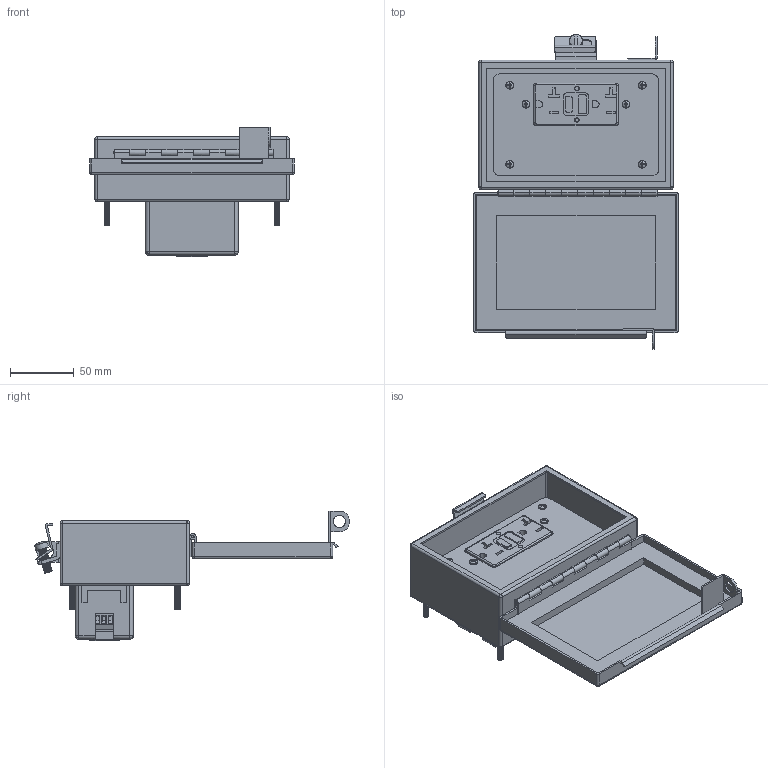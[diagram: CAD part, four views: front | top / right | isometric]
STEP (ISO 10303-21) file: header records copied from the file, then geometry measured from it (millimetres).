
FILE_DESCRIPTION (( 'STEP AP203' ), '1' );
FILE_NAME ('P-XX-M5RF0_3D.STEP', '2021-02-18T15:47:48', ( '' ), ( '' ), 'SwSTEP 2.0', 'SolidWorks 2019', '' );
FILE_SCHEMA (( 'CONFIG_CONTROL_DESIGN' ));
Length unit declared in the file: millimetre
Products named in the file (10): P-XX-M5RF0_3D; Z-200-OTLT-GFIH-1_sheared; -M5; P-XX-M5RF0_FP060_1; P-XX-M5RF0_BP180_1; 92005A124_METRIC PAN HEAD PHILLIPS MACHINE SCREW_92005A124; Z-200-OTLT-RIOF_RF Clipped; M3PH_12M3; RF_RF Clipped; Z-H-M5_B
Assembly tree (13 placements, depth 3):
  P-XX-M5RF0_3D
    P-XX-M5RF0_BP180_1
    P-XX-M5RF0_FP060_1
    RF_RF Clipped
      Z-200-OTLT-RIOF_RF Clipped
      Z-200-OTLT-GFIH-1_sheared
    M3PH_12M3  x2
    -M5
      Z-H-M5_B
    92005A124_METRIC PAN HEAD PHILLIPS MACHINE SCREW_92005A124  x4
Bounding box: 160.82 x 247.16 x 101.6 mm (x, y, z)
Volume: 325236.1 mm3; surface area: 257593.8 mm2
Topology: 30 solids, 30 shells, 2703 faces, 7590 edges, 5011 vertices
Faces by surface type: cylinder 1238, plane 1198, bspline 105, cone 69, sphere 55, torus 38
Entity records: 117753 total; most frequent: CARTESIAN_POINT 67289, ORIENTED_EDGE 11054, DIRECTION 9269, EDGE_CURVE 5527, VERTEX_POINT 3649, VECTOR 3501, LINE 3501, AXIS2_PLACEMENT_3D 2884
